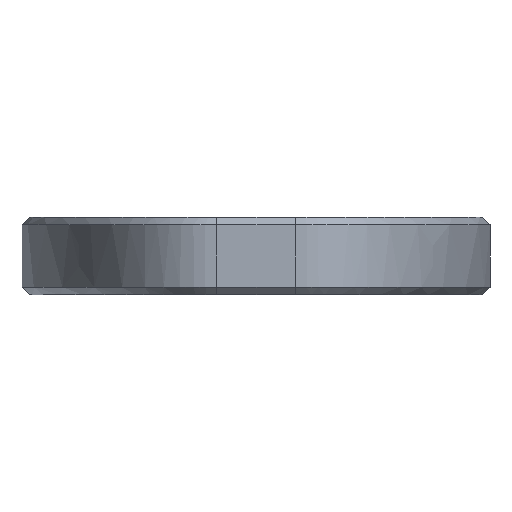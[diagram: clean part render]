
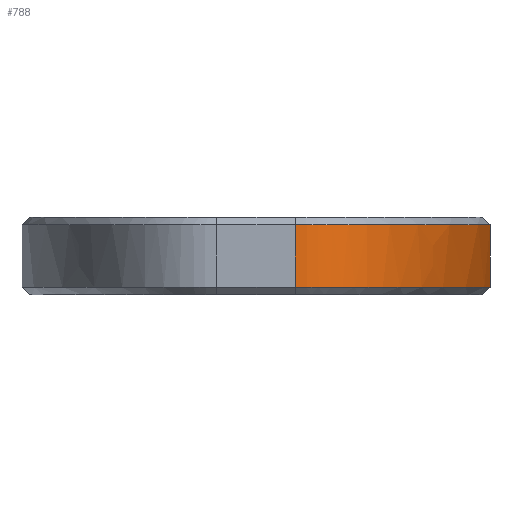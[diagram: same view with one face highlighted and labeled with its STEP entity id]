
A CAD part, left-side view. The second image highlights one B-rep face of the part: STEP entity #788.
In plain terms, the highlighted free-form (B-spline) face has degree [2, 3] with [3, 4] control points.
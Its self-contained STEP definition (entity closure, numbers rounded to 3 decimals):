
#3 =( BOUNDED_CURVE ( )  B_SPLINE_CURVE ( 2, ( #3984, #10556, #10451 ),
 .UNSPECIFIED., .F., .F. ) 
 B_SPLINE_CURVE_WITH_KNOTS ( ( 3, 3 ),
 ( 0., 1. ),
 .UNSPECIFIED. ) 
 CURVE ( )  GEOMETRIC_REPRESENTATION_ITEM ( )  RATIONAL_B_SPLINE_CURVE ( ( 1., 0.707, 1. ) ) 
 REPRESENTATION_ITEM ( '' )  );
#276 = CARTESIAN_POINT ( 'NONE',  ( -140., -30., 9. ) ) ;
#328 = CARTESIAN_POINT ( 'NONE',  ( -140., -5., 9. ) ) ;
#482 = CARTESIAN_POINT ( 'NONE',  ( -140., -5., 3.167 ) ) ;
#788 = ADVANCED_FACE ( 'NONE', ( #7688 ), #7235, .T. ) ;
#901 = CARTESIAN_POINT ( 'NONE',  ( -140., -5., 9. ) ) ;
#1103 = CARTESIAN_POINT ( 'NONE',  ( -80., -30., 3.667 ) ) ;
#1342 = CARTESIAN_POINT ( 'NONE',  ( -140., -5., 10.5 ) ) ;
#1498 =( BOUNDED_CURVE ( )  B_SPLINE_CURVE ( 2, ( #8449, #276, #328 ),
 .UNSPECIFIED., .F., .F. ) 
 B_SPLINE_CURVE_WITH_KNOTS ( ( 3, 3 ),
 ( 0., 1. ),
 .UNSPECIFIED. ) 
 CURVE ( )  GEOMETRIC_REPRESENTATION_ITEM ( )  RATIONAL_B_SPLINE_CURVE ( ( 1., 0.707, 1. ) ) 
 REPRESENTATION_ITEM ( '' )  );
#1593 = ORIENTED_EDGE ( 'NONE', *, *, #7047, .F. ) ;
#1725 = CARTESIAN_POINT ( 'NONE',  ( -140., -5., 1. ) ) ;
#2186 = CARTESIAN_POINT ( 'NONE',  ( -80., -30., 1. ) ) ;
#2270 = ORIENTED_EDGE ( 'NONE', *, *, #2667, .F. ) ;
#2274 = VERTEX_POINT ( 'NONE', #5241 ) ;
#2470 = CARTESIAN_POINT ( 'NONE',  ( -140., -5., 3.667 ) ) ;
#2573 = CARTESIAN_POINT ( 'NONE',  ( -140., -5., 6.333 ) ) ;
#2667 = EDGE_CURVE ( 'NONE', #3972, #9687, #7697, .T. ) ;
#2832 = CARTESIAN_POINT ( 'NONE',  ( -80., -30., -0.5 ) ) ;
#2885 = CARTESIAN_POINT ( 'NONE',  ( -140., -30., 6.833 ) ) ;
#2916 = B_SPLINE_CURVE_WITH_KNOTS ( 'NONE', 3,
 ( #6603, #6705, #1103, #6658 ),
 .UNSPECIFIED., .F., .F.,
 ( 4, 4 ),
 ( 0.1, 0.9 ),
 .UNSPECIFIED. ) ;
#3737 = CARTESIAN_POINT ( 'NONE',  ( -140., -5., -0.5 ) ) ;
#3791 = CARTESIAN_POINT ( 'NONE',  ( -80., -30., 3.167 ) ) ;
#3867 = CARTESIAN_POINT ( 'NONE',  ( -140., -5., 1. ) ) ;
#3972 = VERTEX_POINT ( 'NONE', #3867 ) ;
#3984 = CARTESIAN_POINT ( 'NONE',  ( -140., -5., 1. ) ) ;
#5170 = CARTESIAN_POINT ( 'NONE',  ( -140., -30., 10.5 ) ) ;
#5241 = CARTESIAN_POINT ( 'NONE',  ( -80., -30., 9. ) ) ;
#5788 = EDGE_CURVE ( 'NONE', #2274, #9687, #1498, .T. ) ;
#6249 = VERTEX_POINT ( 'NONE', #2186 ) ;
#6603 = CARTESIAN_POINT ( 'NONE',  ( -80., -30., 9. ) ) ;
#6658 = CARTESIAN_POINT ( 'NONE',  ( -80., -30., 1. ) ) ;
#6705 = CARTESIAN_POINT ( 'NONE',  ( -80., -30., 6.333 ) ) ;
#6723 = CARTESIAN_POINT ( 'NONE',  ( -140., -5., 9. ) ) ;
#7039 = CARTESIAN_POINT ( 'NONE',  ( -80., -30., 10.5 ) ) ;
#7047 = EDGE_CURVE ( 'NONE', #2274, #6249, #2916, .T. ) ;
#7235 =( BOUNDED_SURFACE ( )  B_SPLINE_SURFACE ( 2, 3, ( 
 ( #7039, #7853, #3791, #2832 ),
 ( #5170, #2885, #8650, #10148 ),
 ( #1342, #9395, #482, #3737 ) ),
 .UNSPECIFIED., .F., .F., .F. ) 
 B_SPLINE_SURFACE_WITH_KNOTS ( ( 3, 3 ),
 ( 4, 4 ),
 ( 0., 1. ),
 ( -0.001, 0.011 ),
 .UNSPECIFIED. ) 
 GEOMETRIC_REPRESENTATION_ITEM ( )  RATIONAL_B_SPLINE_SURFACE ( (
 ( 1., 1., 1., 1.),
 ( 0.707, 0.707, 0.707, 0.707),
 ( 1., 1., 1., 1.) ) ) 
 REPRESENTATION_ITEM ( '' )  SURFACE ( )  );
#7688 = FACE_OUTER_BOUND ( 'NONE', #9590, .T. ) ;
#7697 = B_SPLINE_CURVE_WITH_KNOTS ( 'NONE', 3,
 ( #1725, #2470, #2573, #6723 ),
 .UNSPECIFIED., .F., .F.,
 ( 4, 4 ),
 ( 0.1, 0.9 ),
 .UNSPECIFIED. ) ;
#7768 = ORIENTED_EDGE ( 'NONE', *, *, #5788, .T. ) ;
#7853 = CARTESIAN_POINT ( 'NONE',  ( -80., -30., 6.833 ) ) ;
#7928 = EDGE_CURVE ( 'NONE', #3972, #6249, #3, .T. ) ;
#8079 = ORIENTED_EDGE ( 'NONE', *, *, #7928, .T. ) ;
#8449 = CARTESIAN_POINT ( 'NONE',  ( -80., -30., 9. ) ) ;
#8650 = CARTESIAN_POINT ( 'NONE',  ( -140., -30., 3.167 ) ) ;
#9395 = CARTESIAN_POINT ( 'NONE',  ( -140., -5., 6.833 ) ) ;
#9590 = EDGE_LOOP ( 'NONE', ( #2270, #8079, #1593, #7768 ) ) ;
#9687 = VERTEX_POINT ( 'NONE', #901 ) ;
#10148 = CARTESIAN_POINT ( 'NONE',  ( -140., -30., -0.5 ) ) ;
#10451 = CARTESIAN_POINT ( 'NONE',  ( -80., -30., 1. ) ) ;
#10556 = CARTESIAN_POINT ( 'NONE',  ( -140., -30., 1. ) ) ;
